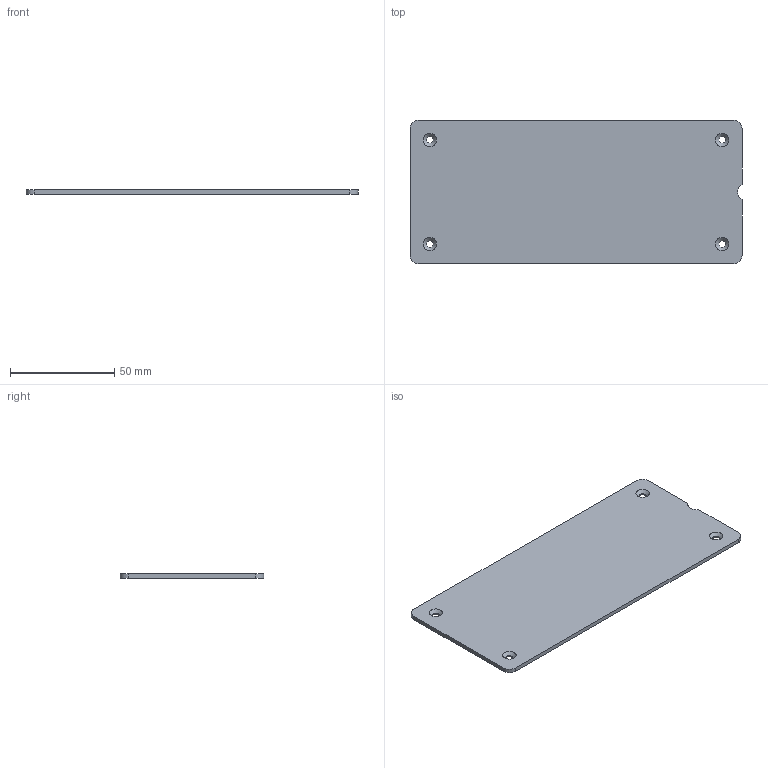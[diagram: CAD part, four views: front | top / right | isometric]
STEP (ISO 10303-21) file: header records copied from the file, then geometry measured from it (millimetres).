
FILE_DESCRIPTION(('HOOPS Exchange Step'),'2;1');
FILE_NAME('export-D86F6ECC-B6A0-483A-AA48-09022ABD117B.stp','2021-10-10T18:38:39-04:00',('xyz'),('Alibre'),'HOOPS Exchange 2021.0','Alibre','Unknown authorisation');
FILE_SCHEMA( ('AP242_MANAGED_MODEL_BASED_3D_ENGINEERING_MIM_LF {1 0 10303 442 1 1 4 }') );
Length unit declared in the file: millimetre
Products named in the file (1): weight-inside
Bounding box: 159.5 x 69.05 x 2 mm (x, y, z)
Volume: 21842.1 mm3; surface area: 22867.1 mm2
Topology: 1 solids, 1 shells, 21 faces, 57 edges, 38 vertices
Faces by surface type: cylinder 10, plane 7, cone 4
Full cylindrical faces by diameter (mm): 3.4 x4
Entity records: 725 total; most frequent: DIRECTION 131, CARTESIAN_POINT 118, ORIENTED_EDGE 114, EDGE_CURVE 57, AXIS2_PLACEMENT_3D 51, VERTEX_POINT 38, VECTOR 29, LINE 29
